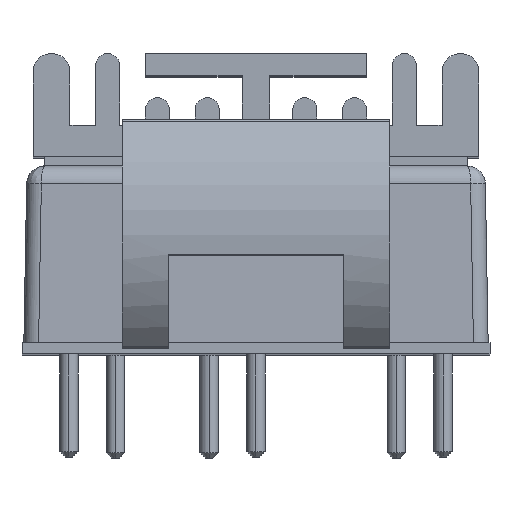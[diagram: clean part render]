
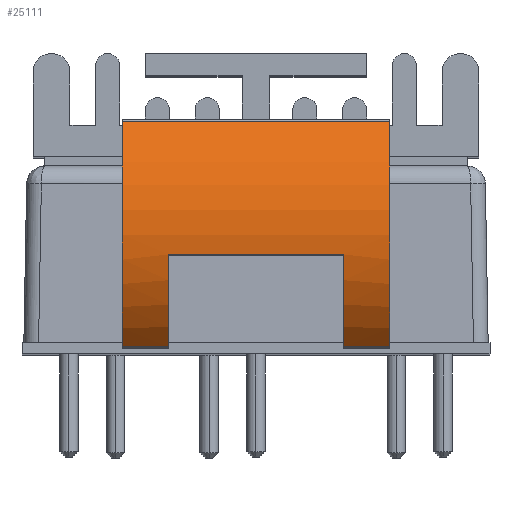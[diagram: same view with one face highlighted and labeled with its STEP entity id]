
A CAD part, top view. The second image highlights one B-rep face of the part: STEP entity #25111.
In plain terms, the highlighted cylindrical face has radius 8.638 mm (diameter 17.277 mm), a partial arc.
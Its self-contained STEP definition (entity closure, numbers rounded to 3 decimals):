
#133 = AXIS2_PLACEMENT_3D ( 'NONE', #8986, #28320, #3568 ) ;
#1062 = LINE ( 'NONE', #1937, #13994 ) ;
#1937 = CARTESIAN_POINT ( 'NONE',  ( -53.23, 143.958, 14.5 ) ) ;
#1958 = EDGE_CURVE ( 'NONE', #14012, #20231, #31232, .T. ) ;
#2893 = CIRCLE ( 'NONE', #32970, 8.638 ) ;
#3568 = DIRECTION ( 'NONE',  ( -1., 0., 0. ) ) ;
#3868 = EDGE_CURVE ( 'NONE', #33779, #29394, #9705, .T. ) ;
#4128 = EDGE_CURVE ( 'NONE', #34518, #10419, #1062, .T. ) ;
#4302 = CARTESIAN_POINT ( 'NONE',  ( -47.086, 137.886, 0. ) ) ;
#5138 = ORIENTED_EDGE ( 'NONE', *, *, #23875, .T. ) ;
#5456 = CARTESIAN_POINT ( 'NONE',  ( -53.23, 143.958, 14.5 ) ) ;
#5563 = DIRECTION ( 'NONE',  ( 0., 0., 1. ) ) ;
#6578 = AXIS2_PLACEMENT_3D ( 'NONE', #22149, #5563, #24926 ) ;
#6885 = AXIS2_PLACEMENT_3D ( 'NONE', #30079, #13574, #32864 ) ;
#6917 = LINE ( 'NONE', #15149, #20787 ) ;
#7059 = DIRECTION ( 'NONE',  ( -1., 0., 0. ) ) ;
#7471 = DIRECTION ( 'NONE',  ( 0., 0., 1. ) ) ;
#7680 = CIRCLE ( 'NONE', #6578, 8.638 ) ;
#7947 = CARTESIAN_POINT ( 'NONE',  ( -47.086, 137.886, 2.5 ) ) ;
#8986 = CARTESIAN_POINT ( 'NONE',  ( -47.086, 137.886, 14.5 ) ) ;
#9216 = VECTOR ( 'NONE', #19761, 1000. ) ;
#9705 = LINE ( 'NONE', #5456, #23550 ) ;
#10419 = VERTEX_POINT ( 'NONE', #24868 ) ;
#10734 = DIRECTION ( 'NONE',  ( -1., 0., 0. ) ) ;
#12458 = CARTESIAN_POINT ( 'NONE',  ( -48.184, 146.455, 2.5 ) ) ;
#12465 = CARTESIAN_POINT ( 'NONE',  ( -40.977, 143.994, 14.5 ) ) ;
#12737 = FACE_OUTER_BOUND ( 'NONE', #25458, .T. ) ;
#13331 = CARTESIAN_POINT ( 'NONE',  ( -53.23, 143.958, 12. ) ) ;
#13574 = DIRECTION ( 'NONE',  ( 0., 0., -1. ) ) ;
#13881 = CARTESIAN_POINT ( 'NONE',  ( -48.184, 146.455, 12. ) ) ;
#13994 = VECTOR ( 'NONE', #7471, 1000. ) ;
#14008 = EDGE_CURVE ( 'NONE', #31511, #14220, #6917, .T. ) ;
#14012 = VERTEX_POINT ( 'NONE', #12458 ) ;
#14220 = VERTEX_POINT ( 'NONE', #16202 ) ;
#14513 = ORIENTED_EDGE ( 'NONE', *, *, #14008, .T. ) ;
#15113 = CARTESIAN_POINT ( 'NONE',  ( -53.23, 143.958, 2.5 ) ) ;
#15149 = CARTESIAN_POINT ( 'NONE',  ( -40.977, 143.994, 14.5 ) ) ;
#15193 = CIRCLE ( 'NONE', #6885, 8.638 ) ;
#16202 = CARTESIAN_POINT ( 'NONE',  ( -40.977, 143.994, 0. ) ) ;
#16632 = CYLINDRICAL_SURFACE ( 'NONE', #133, 8.638 ) ;
#17074 = DIRECTION ( 'NONE',  ( 0., 0., 1. ) ) ;
#19410 = CIRCLE ( 'NONE', #20233, 8.638 ) ;
#19761 = DIRECTION ( 'NONE',  ( 0., 0., 1. ) ) ;
#20231 = VERTEX_POINT ( 'NONE', #13881 ) ;
#20233 = AXIS2_PLACEMENT_3D ( 'NONE', #4302, #23626, #7059 ) ;
#20787 = VECTOR ( 'NONE', #28991, 1000. ) ;
#21022 = ORIENTED_EDGE ( 'NONE', *, *, #27535, .T. ) ;
#21690 = ORIENTED_EDGE ( 'NONE', *, *, #3868, .T. ) ;
#22149 = CARTESIAN_POINT ( 'NONE',  ( -47.086, 137.886, 12. ) ) ;
#22667 = CARTESIAN_POINT ( 'NONE',  ( -48.184, 146.455, 14.5 ) ) ;
#23113 = ORIENTED_EDGE ( 'NONE', *, *, #4128, .T. ) ;
#23301 = ORIENTED_EDGE ( 'NONE', *, *, #33855, .T. ) ;
#23550 = VECTOR ( 'NONE', #17074, 1000. ) ;
#23626 = DIRECTION ( 'NONE',  ( 0., 0., 1. ) ) ;
#23875 = EDGE_CURVE ( 'NONE', #20231, #34518, #7680, .T. ) ;
#24346 = EDGE_CURVE ( 'NONE', #29394, #14012, #2893, .T. ) ;
#24868 = CARTESIAN_POINT ( 'NONE',  ( -53.23, 143.958, 14.5 ) ) ;
#24926 = DIRECTION ( 'NONE',  ( -1., 0., 0. ) ) ;
#25111 = ADVANCED_FACE ( 'NONE', ( #12737 ), #16632, .T. ) ;
#25458 = EDGE_LOOP ( 'NONE', ( #26441, #33151, #5138, #23113, #21022, #14513, #23301, #21690 ) ) ;
#25967 = CARTESIAN_POINT ( 'NONE',  ( -53.23, 143.958, 0. ) ) ;
#26441 = ORIENTED_EDGE ( 'NONE', *, *, #24346, .T. ) ;
#27301 = DIRECTION ( 'NONE',  ( 0., 0., -1. ) ) ;
#27535 = EDGE_CURVE ( 'NONE', #10419, #31511, #15193, .T. ) ;
#28320 = DIRECTION ( 'NONE',  ( 0., 0., -1. ) ) ;
#28991 = DIRECTION ( 'NONE',  ( 0., 0., -1. ) ) ;
#29394 = VERTEX_POINT ( 'NONE', #15113 ) ;
#30079 = CARTESIAN_POINT ( 'NONE',  ( -47.086, 137.886, 14.5 ) ) ;
#31232 = LINE ( 'NONE', #22667, #9216 ) ;
#31511 = VERTEX_POINT ( 'NONE', #12465 ) ;
#32864 = DIRECTION ( 'NONE',  ( -1., 0., 0. ) ) ;
#32970 = AXIS2_PLACEMENT_3D ( 'NONE', #7947, #27301, #10734 ) ;
#33151 = ORIENTED_EDGE ( 'NONE', *, *, #1958, .T. ) ;
#33779 = VERTEX_POINT ( 'NONE', #25967 ) ;
#33855 = EDGE_CURVE ( 'NONE', #14220, #33779, #19410, .T. ) ;
#34518 = VERTEX_POINT ( 'NONE', #13331 ) ;
